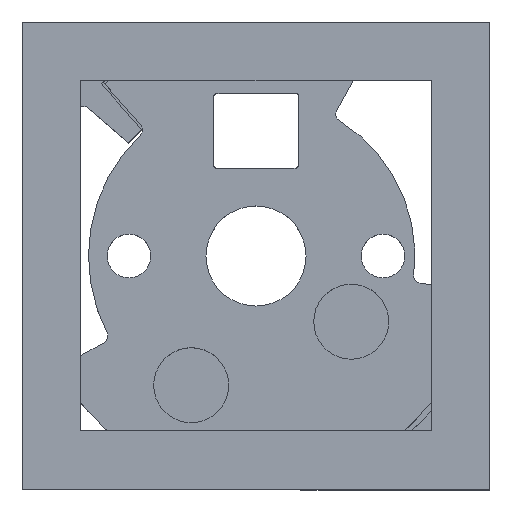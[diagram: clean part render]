
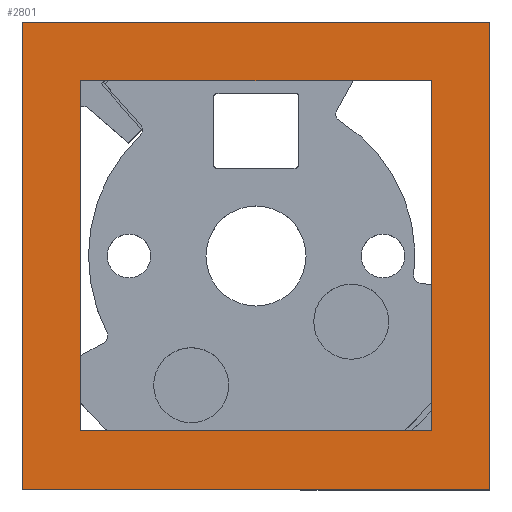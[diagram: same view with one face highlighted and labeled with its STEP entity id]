
A CAD part, top view. The second image highlights one B-rep face of the part: STEP entity #2801.
In plain terms, the highlighted planar face has unit normal (0, 0, 1).
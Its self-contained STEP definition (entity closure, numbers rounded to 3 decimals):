
#61=FACE_BOUND('',#451,.T.);
#158=PLANE('',#3040);
#295=FACE_OUTER_BOUND('',#450,.T.);
#450=EDGE_LOOP('',(#2514,#2515,#2516,#2517));
#451=EDGE_LOOP('',(#2518,#2519,#2520,#2521));
#739=LINE('',#4463,#1077);
#761=LINE('',#4514,#1099);
#768=LINE('',#4527,#1106);
#772=LINE('',#4534,#1110);
#775=LINE('',#4539,#1113);
#776=LINE('',#4543,#1114);
#777=LINE('',#4544,#1115);
#778=LINE('',#4545,#1116);
#1077=VECTOR('',#3651,1000.);
#1099=VECTOR('',#3691,1000.);
#1106=VECTOR('',#3700,1000.);
#1110=VECTOR('',#3706,1000.);
#1113=VECTOR('',#3711,1000.);
#1114=VECTOR('',#3714,1000.);
#1115=VECTOR('',#3715,1000.);
#1116=VECTOR('',#3716,1000.);
#1414=VERTEX_POINT('',#4460);
#1415=VERTEX_POINT('',#4462);
#1434=VERTEX_POINT('',#4511);
#1435=VERTEX_POINT('',#4513);
#1440=VERTEX_POINT('',#4525);
#1442=VERTEX_POINT('',#4532);
#1444=VERTEX_POINT('',#4541);
#1445=VERTEX_POINT('',#4542);
#1775=EDGE_CURVE('',#1414,#1415,#739,.T.);
#1800=EDGE_CURVE('',#1434,#1435,#761,.T.);
#1807=EDGE_CURVE('',#1434,#1440,#768,.T.);
#1811=EDGE_CURVE('',#1440,#1442,#772,.T.);
#1814=EDGE_CURVE('',#1435,#1442,#775,.T.);
#1815=EDGE_CURVE('',#1444,#1445,#776,.T.);
#1816=EDGE_CURVE('',#1445,#1415,#777,.T.);
#1817=EDGE_CURVE('',#1444,#1414,#778,.T.);
#2514=ORIENTED_EDGE('',*,*,#1800,.F.);
#2515=ORIENTED_EDGE('',*,*,#1807,.T.);
#2516=ORIENTED_EDGE('',*,*,#1811,.T.);
#2517=ORIENTED_EDGE('',*,*,#1814,.F.);
#2518=ORIENTED_EDGE('',*,*,#1815,.T.);
#2519=ORIENTED_EDGE('',*,*,#1816,.T.);
#2520=ORIENTED_EDGE('',*,*,#1775,.F.);
#2521=ORIENTED_EDGE('',*,*,#1817,.F.);
#2801=ADVANCED_FACE('',(#295,#61),#158,.T.);
#3040=AXIS2_PLACEMENT_3D('',#4540,#3712,#3713);
#3651=DIRECTION('',(0.,-1.,0.));
#3691=DIRECTION('',(0.,-1.,0.));
#3700=DIRECTION('',(-1.,0.,0.));
#3706=DIRECTION('',(0.,-1.,0.));
#3711=DIRECTION('',(-1.,0.,0.));
#3712=DIRECTION('center_axis',(0.,0.,1.));
#3713=DIRECTION('ref_axis',(-1.,0.,0.));
#3714=DIRECTION('',(0.,-1.,0.));
#3715=DIRECTION('',(-1.,0.,0.));
#3716=DIRECTION('',(-1.,0.,0.));
#4460=CARTESIAN_POINT('',(-7.,7.,0.25));
#4462=CARTESIAN_POINT('',(-7.,-7.,0.25));
#4463=CARTESIAN_POINT('',(-7.,9.6,0.25));
#4511=CARTESIAN_POINT('',(9.35,9.35,0.25));
#4513=CARTESIAN_POINT('',(9.35,-9.35,0.25));
#4514=CARTESIAN_POINT('',(9.35,0.,0.25));
#4525=CARTESIAN_POINT('',(-9.35,9.35,0.25));
#4527=CARTESIAN_POINT('',(0.,9.35,0.25));
#4532=CARTESIAN_POINT('',(-9.35,-9.35,0.25));
#4534=CARTESIAN_POINT('',(-9.35,0.,0.25));
#4539=CARTESIAN_POINT('',(0.,-9.35,0.25));
#4540=CARTESIAN_POINT('Origin',(0.,0.,0.25));
#4541=CARTESIAN_POINT('',(7.,7.,0.25));
#4542=CARTESIAN_POINT('',(7.,-7.,0.25));
#4543=CARTESIAN_POINT('',(7.,9.6,0.25));
#4544=CARTESIAN_POINT('',(7.2,-7.,0.25));
#4545=CARTESIAN_POINT('',(7.2,7.,0.25));
